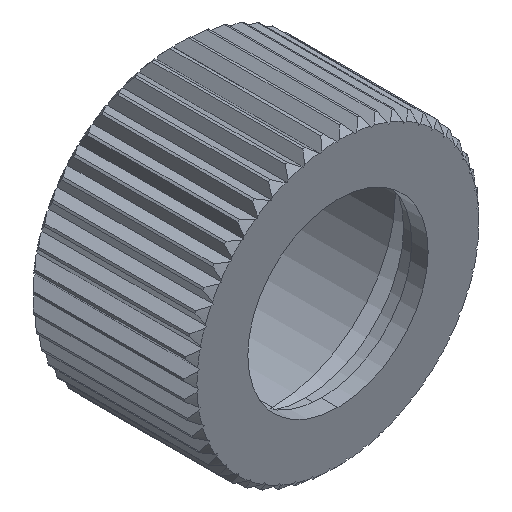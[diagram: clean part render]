
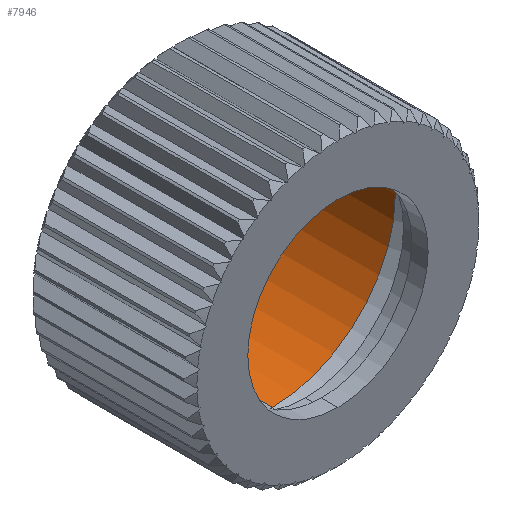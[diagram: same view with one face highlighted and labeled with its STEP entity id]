
A CAD part, isometric view. The second image highlights one B-rep face of the part: STEP entity #7946.
In plain terms, the highlighted cylindrical face has radius 3.75 mm (diameter 7.5 mm), a partial arc.
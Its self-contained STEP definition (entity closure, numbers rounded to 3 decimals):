
#43 = CIRCLE ( 'NONE', #6524, 3.75 ) ;
#244 = CIRCLE ( 'NONE', #702, 3.75 ) ;
#254 = ORIENTED_EDGE ( 'NONE', *, *, #4595, .T. ) ;
#702 = AXIS2_PLACEMENT_3D ( 'NONE', #2159, #5037, #1360 ) ;
#856 = LINE ( 'NONE', #5893, #6674 ) ;
#1360 = DIRECTION ( 'NONE',  ( 0., 0., 1. ) ) ;
#1424 = AXIS2_PLACEMENT_3D ( 'NONE', #2740, #3545, #5618 ) ;
#1632 = CARTESIAN_POINT ( 'NONE',  ( 0., -0.275, 0. ) ) ;
#2141 = EDGE_CURVE ( 'NONE', #4523, #3449, #856, .T. ) ;
#2159 = CARTESIAN_POINT ( 'NONE',  ( 0., -3., 0. ) ) ;
#2640 = ORIENTED_EDGE ( 'NONE', *, *, #2141, .F. ) ;
#2655 = CARTESIAN_POINT ( 'NONE',  ( 0., 0., 3.75 ) ) ;
#2740 = CARTESIAN_POINT ( 'NONE',  ( 0., 0., 0. ) ) ;
#2820 = CARTESIAN_POINT ( 'NONE',  ( 0., -0.275, -3.75 ) ) ;
#2977 = DIRECTION ( 'NONE',  ( 0., 1., 0. ) ) ;
#3020 = CARTESIAN_POINT ( 'NONE',  ( 0., -3., 3.75 ) ) ;
#3449 = VERTEX_POINT ( 'NONE', #2820 ) ;
#3545 = DIRECTION ( 'NONE',  ( 0., 1., 0. ) ) ;
#3949 = DIRECTION ( 'NONE',  ( 0., 1., 0. ) ) ;
#4095 = VERTEX_POINT ( 'NONE', #5531 ) ;
#4523 = VERTEX_POINT ( 'NONE', #8405 ) ;
#4595 = EDGE_CURVE ( 'NONE', #5630, #4095, #7687, .T. ) ;
#5037 = DIRECTION ( 'NONE',  ( 0., 1., 0. ) ) ;
#5161 = EDGE_CURVE ( 'NONE', #5630, #4523, #244, .T. ) ;
#5523 = VECTOR ( 'NONE', #6136, 1000. ) ;
#5531 = CARTESIAN_POINT ( 'NONE',  ( 0., -0.275, 3.75 ) ) ;
#5618 = DIRECTION ( 'NONE',  ( 0., 0., 1. ) ) ;
#5630 = VERTEX_POINT ( 'NONE', #3020 ) ;
#5893 = CARTESIAN_POINT ( 'NONE',  ( 0., 0., -3.75 ) ) ;
#6136 = DIRECTION ( 'NONE',  ( 0., 1., 0. ) ) ;
#6422 = ORIENTED_EDGE ( 'NONE', *, *, #5161, .F. ) ;
#6524 = AXIS2_PLACEMENT_3D ( 'NONE', #1632, #3949, #6815 ) ;
#6674 = VECTOR ( 'NONE', #2977, 1000. ) ;
#6815 = DIRECTION ( 'NONE',  ( 0., 0., 1. ) ) ;
#7454 = FACE_OUTER_BOUND ( 'NONE', #7654, .T. ) ;
#7528 = EDGE_CURVE ( 'NONE', #4095, #3449, #43, .T. ) ;
#7654 = EDGE_LOOP ( 'NONE', ( #2640, #6422, #254, #8472 ) ) ;
#7687 = LINE ( 'NONE', #2655, #5523 ) ;
#7946 = ADVANCED_FACE ( 'NONE', ( #7454 ), #8268, .F. ) ;
#8268 = CYLINDRICAL_SURFACE ( 'NONE', #1424, 3.75 ) ;
#8405 = CARTESIAN_POINT ( 'NONE',  ( 0., -3., -3.75 ) ) ;
#8472 = ORIENTED_EDGE ( 'NONE', *, *, #7528, .T. ) ;
